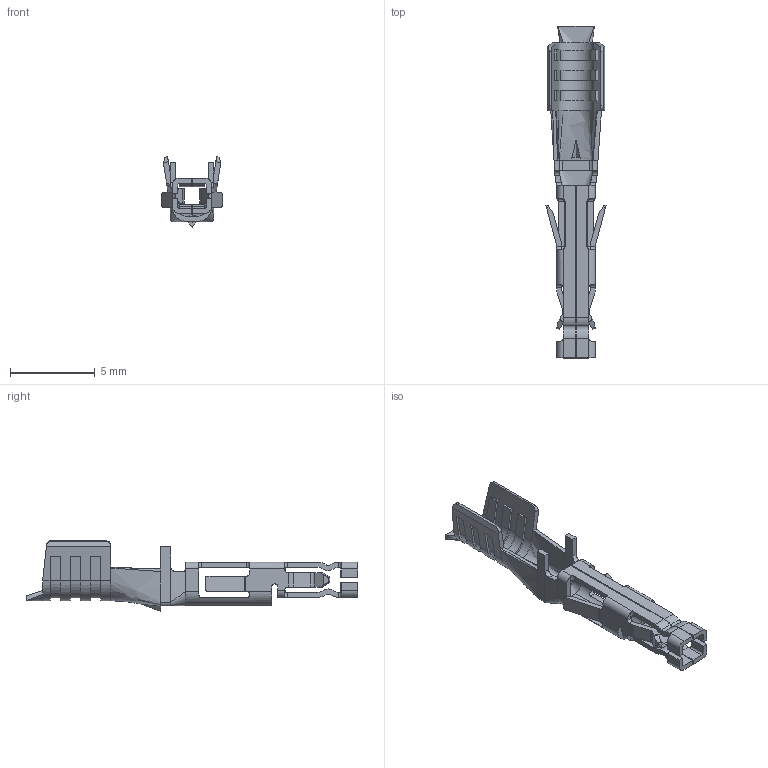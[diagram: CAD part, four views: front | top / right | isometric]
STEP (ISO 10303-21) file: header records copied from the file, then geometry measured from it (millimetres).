
FILE_DESCRIPTION(/* description */ ('Unknown'),/* implementation_level */ '2;1');
FILE_NAME(/* name */ '65730513722DEC',/* time_stamp */ '2022-09-29T14:36:59+02:00',/* author */ ('Unknown'),/* organization */ ('Unknown'),/* preprocessor_version */ 'ST-DEVELOPER v18.102',/* originating_system */ 'Solid Edge',/* authorisation */ 'Unknown');
FILE_SCHEMA (('AUTOMOTIVE_DESIGN {1 0 10303 214 3 1 1}'));
Length unit declared in the file: millimetre
Products named in the file (2): 65730513722; 65730513722DEC
Assembly tree (1 placements, depth 2):
  65730513722
    65730513722DEC
Bounding box: 3.56 x 19.62 x 4.17 mm (x, y, z)
Volume: 34.6 mm3; surface area: 287.7 mm2
Topology: 1 solids, 1 shells, 321 faces, 915 edges, 591 vertices
Faces by surface type: plane 179, cylinder 126, bspline 16
Entity records: 10768 total; most frequent: CARTESIAN_POINT 2339, ORIENTED_EDGE 1830, DIRECTION 1691, EDGE_CURVE 915, LINE 613, VECTOR 613, VERTEX_POINT 591, AXIS2_PLACEMENT_3D 539
